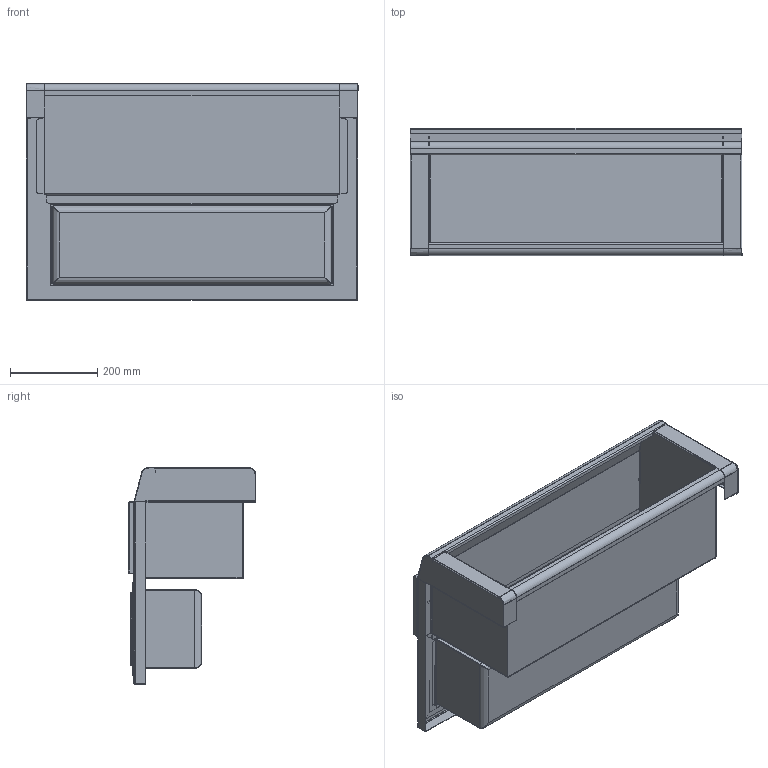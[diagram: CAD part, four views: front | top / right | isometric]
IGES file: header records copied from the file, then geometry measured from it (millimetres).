
Start section: SolidWorks IGES file using analytic representation for surfaces
Global section: file name: APS-30P.IGS; native system: SolidWorks 2017; preprocessor: SolidWorks 2017; author: jorge; date: 181004.134458; units: foot
Bounding box: 762 x 292.09 x 497.48 mm (x, y, z)
Surface area: 3067826.1 mm2 (no closed solid volume)
Topology: 0 solids, 0 shells, 432 faces, 2892 edges, 2892 vertices
Faces by surface type: bspline 272, revolution 160
